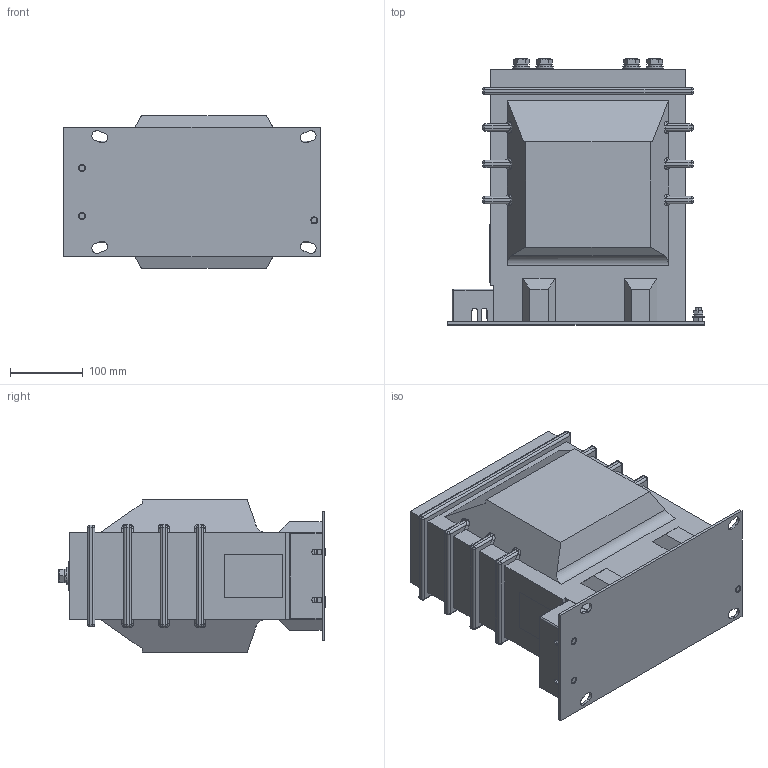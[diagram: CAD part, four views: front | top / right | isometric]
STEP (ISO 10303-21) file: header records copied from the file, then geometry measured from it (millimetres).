
FILE_DESCRIPTION (( 'STEP AP214' ), '1' );
FILE_NAME ('ﾒﾋﾊ-ﾑﾒ-35-1_ﾒﾎﾋ-ﾑﾒ-35-1.STEP', '2023-08-09T19:57:19', ( '' ), ( '' ), 'SwSTEP 2.0', 'SolidWorks 2019', '' );
FILE_SCHEMA (( 'AUTOMOTIVE_DESIGN' ));
Length unit declared in the file: millimetre
Products named in the file (1): ﾒﾋﾊ-ﾑﾒ-35-1_ﾒﾎﾋ-ﾑﾒ-35-1
Bounding box: 353 x 367.6 x 210 mm (x, y, z)
Volume: 15065058.1 mm3; surface area: 537426.7 mm2
Topology: 41 solids, 41 shells, 1258 faces, 3190 edges, 2022 vertices
Faces by surface type: plane 600, cylinder 295, bspline 178, cone 125, sphere 38, torus 22
Entity records: 57774 total; most frequent: CARTESIAN_POINT 14587, ORIENTED_EDGE 6304, DIRECTION 5496, EDGE_CURVE 3152, VERTEX_POINT 2022, AXIS2_PLACEMENT_3D 1907, LINE 1682, VECTOR 1682
